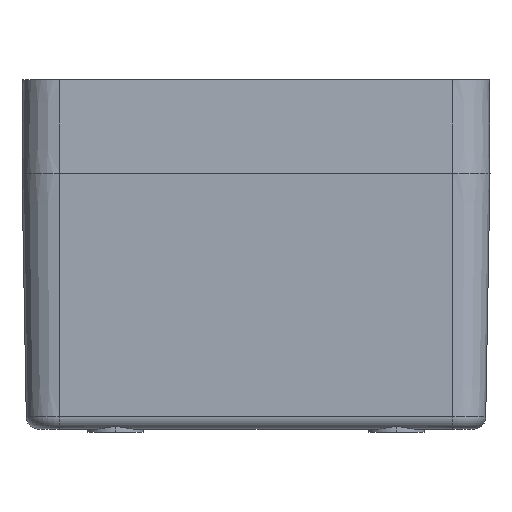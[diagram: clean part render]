
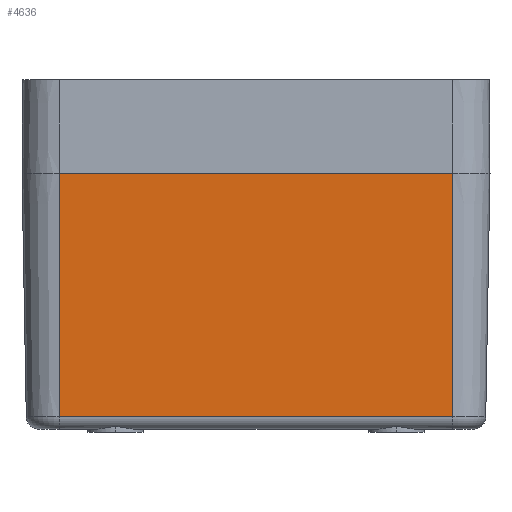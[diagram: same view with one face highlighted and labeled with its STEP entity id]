
A CAD part, left-side view. The second image highlights one B-rep face of the part: STEP entity #4636.
In plain terms, the highlighted planar face has unit normal (-1, 0, -0.018).
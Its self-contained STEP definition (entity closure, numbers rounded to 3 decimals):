
#4616=AXIS2_PLACEMENT_3D('Plane Axis2P3D',#4613,#4614,#4615) ;
#2234=CARTESIAN_POINT('Vertex',(0.,69.,41.5)) ;
#2237=CARTESIAN_POINT('Line Origine',(0.,37.5,41.5)) ;
#2241=CARTESIAN_POINT('Vertex',(0.,6.,41.5)) ;
#4593=CARTESIAN_POINT('Line Origine',(-43628.016,6.,2499488.868)) ;
#4597=CARTESIAN_POINT('Vertex',(0.681,6.,2.465)) ;
#4613=CARTESIAN_POINT('Axis2P3D Location',(0.,37.5,41.5)) ;
#4618=CARTESIAN_POINT('Line Origine',(0.681,37.5,2.465)) ;
#4622=CARTESIAN_POINT('Vertex',(0.681,69.,2.465)) ;
#4625=CARTESIAN_POINT('Line Origine',(0.341,69.,21.983)) ;
#2238=DIRECTION('Vector Direction',(0.,1.,0.)) ;
#4594=DIRECTION('Vector Direction',(-0.017,0.,1.)) ;
#4614=DIRECTION('Axis2P3D Direction',(1.,-0.,0.017)) ;
#4615=DIRECTION('Axis2P3D XDirection',(0.,1.,0.)) ;
#4619=DIRECTION('Vector Direction',(0.,1.,0.)) ;
#4626=DIRECTION('Vector Direction',(-0.017,0.,1.)) ;
#2239=VECTOR('Line Direction',#2238,1.) ;
#4595=VECTOR('Line Direction',#4594,1.) ;
#4620=VECTOR('Line Direction',#4619,1.) ;
#4627=VECTOR('Line Direction',#4626,1.) ;
#4631=ORIENTED_EDGE('',*,*,#4624,.F.) ;
#4632=ORIENTED_EDGE('',*,*,#4599,.F.) ;
#4633=ORIENTED_EDGE('',*,*,#2243,.F.) ;
#4634=ORIENTED_EDGE('',*,*,#4629,.T.) ;
#4636=ADVANCED_FACE('Brep With Voids',(#4635),#4617,.F.) ;
#2243=EDGE_CURVE('',#2235,#2242,#2240,.F.) ;
#4599=EDGE_CURVE('',#2242,#4598,#4596,.F.) ;
#4624=EDGE_CURVE('',#4598,#4623,#4621,.T.) ;
#4629=EDGE_CURVE('',#2235,#4623,#4628,.F.) ;
#4630=EDGE_LOOP('',(#4631,#4632,#4633,#4634)) ;
#4635=FACE_OUTER_BOUND('',#4630,.T.) ;
#2240=LINE('Line',#2237,#2239) ;
#4596=LINE('Line',#4593,#4595) ;
#4621=LINE('Line',#4618,#4620) ;
#4628=LINE('Line',#4625,#4627) ;
#4617=PLANE('',#4616) ;
#2235=VERTEX_POINT('',#2234) ;
#2242=VERTEX_POINT('',#2241) ;
#4598=VERTEX_POINT('',#4597) ;
#4623=VERTEX_POINT('',#4622) ;
